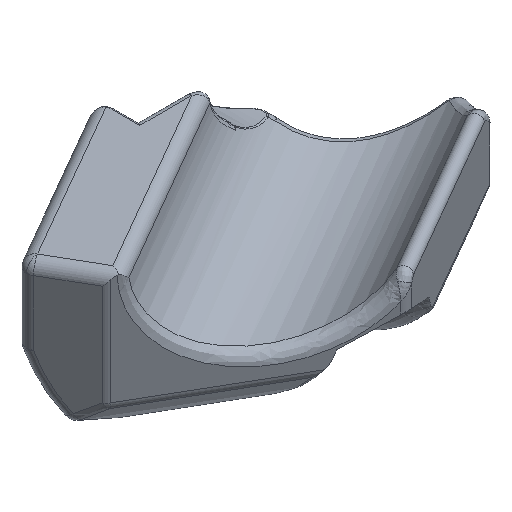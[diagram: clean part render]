
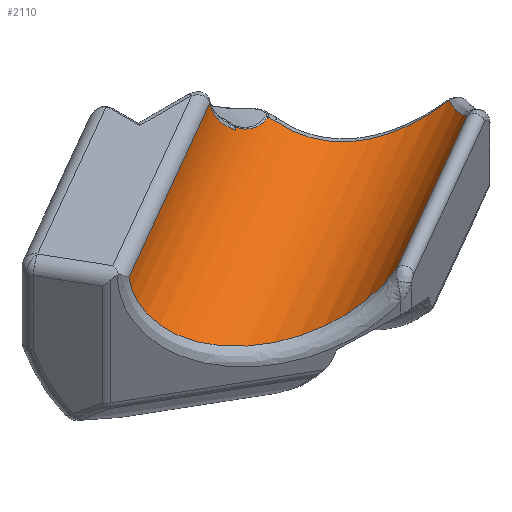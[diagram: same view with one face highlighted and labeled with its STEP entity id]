
A CAD part, isometric view. The second image highlights one B-rep face of the part: STEP entity #2110.
In plain terms, the highlighted cylindrical face has radius 4.05 mm (diameter 8.1 mm), a partial arc.
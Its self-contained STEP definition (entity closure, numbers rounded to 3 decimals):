
#23 = LINE ( 'NONE', #62, #2061 ) ;
#26 = ORIENTED_EDGE ( 'NONE', *, *, #688, .F. ) ;
#61 = CARTESIAN_POINT ( 'NONE',  ( 2.017, 13.852, 6.941 ) ) ;
#62 = CARTESIAN_POINT ( 'NONE',  ( 13.069, 12.174, 6.947 ) ) ;
#68 = CARTESIAN_POINT ( 'NONE',  ( -2.38, 6.014, 2.884 ) ) ;
#275 = CARTESIAN_POINT ( 'NONE',  ( 0.157, 4.719, 6.947 ) ) ;
#304 = CARTESIAN_POINT ( 'NONE',  ( 7.59, 11.932, 5.061 ) ) ;
#339 = AXIS2_PLACEMENT_3D ( 'NONE', #741, #2707, #549 ) ;
#382 = CARTESIAN_POINT ( 'NONE',  ( 7.692, 9.07, 6.947 ) ) ;
#395 = CARTESIAN_POINT ( 'NONE',  ( 2.611, 13.89, 6.542 ) ) ;
#397 = CARTESIAN_POINT ( 'NONE',  ( 7.352, 12.024, 5.017 ) ) ;
#454 = ORIENTED_EDGE ( 'NONE', *, *, #1559, .F. ) ;
#549 = DIRECTION ( 'NONE',  ( -0.5, 0.866, 0. ) ) ;
#565 = VERTEX_POINT ( 'NONE', #2533 ) ;
#633 = CARTESIAN_POINT ( 'NONE',  ( 6.883, 12.224, 4.96 ) ) ;
#650 = CARTESIAN_POINT ( 'NONE',  ( 2., 13.799, 6.879 ) ) ;
#683 = VERTEX_POINT ( 'NONE', #650 ) ;
#688 = EDGE_CURVE ( 'NONE', #1758, #565, #2710, .T. ) ;
#723 = CARTESIAN_POINT ( 'NONE',  ( 2.022, 13.857, 6.944 ) ) ;
#739 = CARTESIAN_POINT ( 'NONE',  ( -7.824, 8.791, 8.555 ) ) ;
#741 = CARTESIAN_POINT ( 'NONE',  ( 11.324, 15.198, 9. ) ) ;
#768 = CARTESIAN_POINT ( 'NONE',  ( 0.786, 13.762, 8.555 ) ) ;
#787 = CYLINDRICAL_SURFACE ( 'NONE', #339, 4.05 ) ;
#790 = CARTESIAN_POINT ( 'NONE',  ( 2.022, 13.857, 6.944 ) ) ;
#849 = VECTOR ( 'NONE', #2521, 1000. ) ;
#857 = LINE ( 'NONE', #2739, #849 ) ;
#906 = CARTESIAN_POINT ( 'NONE',  ( 9.208, 11.421, 5.608 ) ) ;
#907 = CARTESIAN_POINT ( 'NONE',  ( 5.974, 12.698, 4.976 ) ) ;
#917 = CARTESIAN_POINT ( 'NONE',  ( 2.302, 13.866, 6.72 ) ) ;
#918 = CARTESIAN_POINT ( 'NONE',  ( 4.166, 14.148, 5.954 ) ) ;
#930 = CARTESIAN_POINT ( 'NONE',  ( 3.266, 14.018, 6.281 ) ) ;
#980 = EDGE_CURVE ( 'NONE', #2886, #1300, #23, .T. ) ;
#995 = CARTESIAN_POINT ( 'NONE',  ( 2., 13.799, 6.879 ) ) ;
#1025 = EDGE_CURVE ( 'NONE', #565, #2345, #2539, .T. ) ;
#1049 = ORIENTED_EDGE ( 'NONE', *, *, #2800, .F. ) ;
#1056 =( BOUNDED_CURVE ( )  B_SPLINE_CURVE ( 3, ( #768, #2939, #2697, #995 ),
 .UNSPECIFIED., .F., .T. ) 
 B_SPLINE_CURVE_WITH_KNOTS ( ( 4, 4 ),
 ( 0.11, 0.551 ),
 .UNSPECIFIED. ) 
 CURVE ( )  GEOMETRIC_REPRESENTATION_ITEM ( )  RATIONAL_B_SPLINE_CURVE ( ( 1., 0.984, 0.984, 1. ) ) 
 REPRESENTATION_ITEM ( '' )  );
#1057 = CARTESIAN_POINT ( 'NONE',  ( 2.008, 13.838, 6.928 ) ) ;
#1115 = CARTESIAN_POINT ( 'NONE',  ( 9.208, 11.421, 5.608 ) ) ;
#1125 = EDGE_LOOP ( 'NONE', ( #3097, #26, #2816, #1255, #2592, #2177, #1169, #1049, #454 ) ) ;
#1169 = ORIENTED_EDGE ( 'NONE', *, *, #980, .F. ) ;
#1255 = ORIENTED_EDGE ( 'NONE', *, *, #2650, .F. ) ;
#1269 = CARTESIAN_POINT ( 'NONE',  ( 4.458, 13.863, 5.642 ) ) ;
#1300 = VERTEX_POINT ( 'NONE', #1315 ) ;
#1308 = CARTESIAN_POINT ( 'NONE',  ( 2., 13.81, 6.894 ) ) ;
#1315 = CARTESIAN_POINT ( 'NONE',  ( 0.157, 4.719, 6.947 ) ) ;
#1325 = CARTESIAN_POINT ( 'NONE',  ( 2.02, 13.854, 6.942 ) ) ;
#1354 = CARTESIAN_POINT ( 'NONE',  ( 3.922, 14.272, 6.172 ) ) ;
#1368 = CARTESIAN_POINT ( 'NONE',  ( 2.022, 13.857, 6.944 ) ) ;
#1395 = CARTESIAN_POINT ( 'NONE',  ( 8.584, 10.453, 5.951 ) ) ;
#1400 = EDGE_CURVE ( 'NONE', #2383, #2048, #857, .T. ) ;
#1427 = CARTESIAN_POINT ( 'NONE',  ( 5.349, 13.114, 5.119 ) ) ;
#1509 = CARTESIAN_POINT ( 'NONE',  ( 4., 14.232, 6.096 ) ) ;
#1559 = EDGE_CURVE ( 'NONE', #2345, #2519, #1613, .T. ) ;
#1613 = B_SPLINE_CURVE_WITH_KNOTS ( 'NONE', 3,
 ( #918, #1633, #1269, #2730, #1679, #1427, #2168, #907, #2581, #2848, #633, #397, #304, #1668, #2196, #1115 ),
 .UNSPECIFIED., .F., .F.,
 ( 4, 2, 2, 2, 2, 2, 2, 4 ),
 ( 0., 0.001, 0.002, 0.002, 0.003, 0.004, 0.005, 0.006 ),
 .UNSPECIFIED. ) ;
#1633 = CARTESIAN_POINT ( 'NONE',  ( 4.307, 14.009, 5.787 ) ) ;
#1668 = CARTESIAN_POINT ( 'NONE',  ( 8.294, 11.681, 5.229 ) ) ;
#1679 = CARTESIAN_POINT ( 'NONE',  ( 4.966, 13.412, 5.286 ) ) ;
#1682 =( BOUNDED_CURVE ( )  B_SPLINE_CURVE ( 3, ( #275, #68, #2940, #739 ),
 .UNSPECIFIED., .F., .T. ) 
 B_SPLINE_CURVE_WITH_KNOTS ( ( 4, 4 ),
 ( 3.673, 6.173 ),
 .UNSPECIFIED. ) 
 CURVE ( )  GEOMETRIC_REPRESENTATION_ITEM ( )  RATIONAL_B_SPLINE_CURVE ( ( 1., 0.544, 0.544, 1. ) ) 
 REPRESENTATION_ITEM ( '' )  );
#1758 = VERTEX_POINT ( 'NONE', #723 ) ;
#1811 = CARTESIAN_POINT ( 'NONE',  ( 4.166, 14.148, 5.954 ) ) ;
#1992 = CARTESIAN_POINT ( 'NONE',  ( 3.922, 14.272, 6.172 ) ) ;
#2048 = VERTEX_POINT ( 'NONE', #2687 ) ;
#2061 = VECTOR ( 'NONE', #2193, 1000. ) ;
#2110 = ADVANCED_FACE ( 'NONE', ( #2944 ), #787, .F. ) ;
#2168 = CARTESIAN_POINT ( 'NONE',  ( 5.551, 12.97, 5.058 ) ) ;
#2177 = ORIENTED_EDGE ( 'NONE', *, *, #2301, .F. ) ;
#2193 = DIRECTION ( 'NONE',  ( -0.866, -0.5, 0. ) ) ;
#2196 = CARTESIAN_POINT ( 'NONE',  ( 8.757, 11.544, 5.391 ) ) ;
#2229 = CARTESIAN_POINT ( 'NONE',  ( 2.006, 13.832, 6.922 ) ) ;
#2301 = EDGE_CURVE ( 'NONE', #1300, #2383, #1682, .T. ) ;
#2345 = VERTEX_POINT ( 'NONE', #1811 ) ;
#2383 = VERTEX_POINT ( 'NONE', #2747 ) ;
#2421 =( BOUNDED_CURVE ( )  B_SPLINE_CURVE ( 3, ( #906, #1395, #2580, #382 ),
 .UNSPECIFIED., .F., .T. ) 
 B_SPLINE_CURVE_WITH_KNOTS ( ( 4, 4 ),
 ( 5.29, 5.752 ),
 .UNSPECIFIED. ) 
 CURVE ( )  GEOMETRIC_REPRESENTATION_ITEM ( )  RATIONAL_B_SPLINE_CURVE ( ( 1., 0.982, 0.982, 1. ) ) 
 REPRESENTATION_ITEM ( '' )  );
#2427 = CARTESIAN_POINT ( 'NONE',  ( 7.692, 9.07, 6.947 ) ) ;
#2478 = CARTESIAN_POINT ( 'NONE',  ( 4.082, 14.191, 6.024 ) ) ;
#2519 = VERTEX_POINT ( 'NONE', #2818 ) ;
#2521 = DIRECTION ( 'NONE',  ( 0.866, 0.5, 0. ) ) ;
#2522 = CARTESIAN_POINT ( 'NONE',  ( 2.001, 13.821, 6.909 ) ) ;
#2533 = CARTESIAN_POINT ( 'NONE',  ( 3.922, 14.272, 6.172 ) ) ;
#2539 =( BOUNDED_CURVE ( )  B_SPLINE_CURVE ( 3, ( #1992, #1509, #2478, #2950 ),
 .UNSPECIFIED., .F., .T. ) 
 B_SPLINE_CURVE_WITH_KNOTS ( ( 4, 4 ),
 ( 0.773, 0.851 ),
 .UNSPECIFIED. ) 
 CURVE ( )  GEOMETRIC_REPRESENTATION_ITEM ( )  RATIONAL_B_SPLINE_CURVE ( ( 1., 0.999, 0.999, 1. ) ) 
 REPRESENTATION_ITEM ( '' )  );
#2580 = CARTESIAN_POINT ( 'NONE',  ( 8.07, 9.655, 6.406 ) ) ;
#2581 = CARTESIAN_POINT ( 'NONE',  ( 6.198, 12.569, 4.954 ) ) ;
#2592 = ORIENTED_EDGE ( 'NONE', *, *, #1400, .F. ) ;
#2650 = EDGE_CURVE ( 'NONE', #2048, #683, #1056, .T. ) ;
#2687 = CARTESIAN_POINT ( 'NONE',  ( 0.786, 13.762, 8.555 ) ) ;
#2692 = CARTESIAN_POINT ( 'NONE',  ( 2.015, 13.849, 6.938 ) ) ;
#2697 = CARTESIAN_POINT ( 'NONE',  ( 1.337, 13.779, 7.391 ) ) ;
#2698 = B_SPLINE_CURVE_WITH_KNOTS ( 'NONE', 3,
 ( #2713, #1308, #2522, #2229, #1057, #2984, #2692, #61, #1325, #790 ),
 .UNSPECIFIED., .F., .F.,
 ( 4, 3, 3, 4 ),
 ( 0., 0., 0., 0. ),
 .UNSPECIFIED. ) ;
#2707 = DIRECTION ( 'NONE',  ( -0.866, -0.5, 0. ) ) ;
#2710 = B_SPLINE_CURVE_WITH_KNOTS ( 'NONE', 3,
 ( #1368, #917, #395, #930, #3038, #1354 ),
 .UNSPECIFIED., .F., .F.,
 ( 4, 2, 4 ),
 ( 0., 0.001, 0.002 ),
 .UNSPECIFIED. ) ;
#2713 = CARTESIAN_POINT ( 'NONE',  ( 2., 13.799, 6.879 ) ) ;
#2730 = CARTESIAN_POINT ( 'NONE',  ( 4.787, 13.566, 5.391 ) ) ;
#2739 = CARTESIAN_POINT ( 'NONE',  ( 9.311, 18.684, 8.555 ) ) ;
#2747 = CARTESIAN_POINT ( 'NONE',  ( -7.824, 8.791, 8.555 ) ) ;
#2800 = EDGE_CURVE ( 'NONE', #2519, #2886, #2421, .T. ) ;
#2816 = ORIENTED_EDGE ( 'NONE', *, *, #3017, .F. ) ;
#2818 = CARTESIAN_POINT ( 'NONE',  ( 9.208, 11.421, 5.608 ) ) ;
#2848 = CARTESIAN_POINT ( 'NONE',  ( 6.652, 12.332, 4.947 ) ) ;
#2886 = VERTEX_POINT ( 'NONE', #2427 ) ;
#2939 = CARTESIAN_POINT ( 'NONE',  ( 0.925, 13.767, 7.958 ) ) ;
#2940 = CARTESIAN_POINT ( 'NONE',  ( -7.274, 8.511, 3.869 ) ) ;
#2944 = FACE_OUTER_BOUND ( 'NONE', #1125, .T. ) ;
#2950 = CARTESIAN_POINT ( 'NONE',  ( 4.166, 14.148, 5.954 ) ) ;
#2984 = CARTESIAN_POINT ( 'NONE',  ( 2.011, 13.843, 6.934 ) ) ;
#3017 = EDGE_CURVE ( 'NONE', #683, #1758, #2698, .T. ) ;
#3038 = CARTESIAN_POINT ( 'NONE',  ( 3.597, 14.122, 6.205 ) ) ;
#3097 = ORIENTED_EDGE ( 'NONE', *, *, #1025, .F. ) ;
